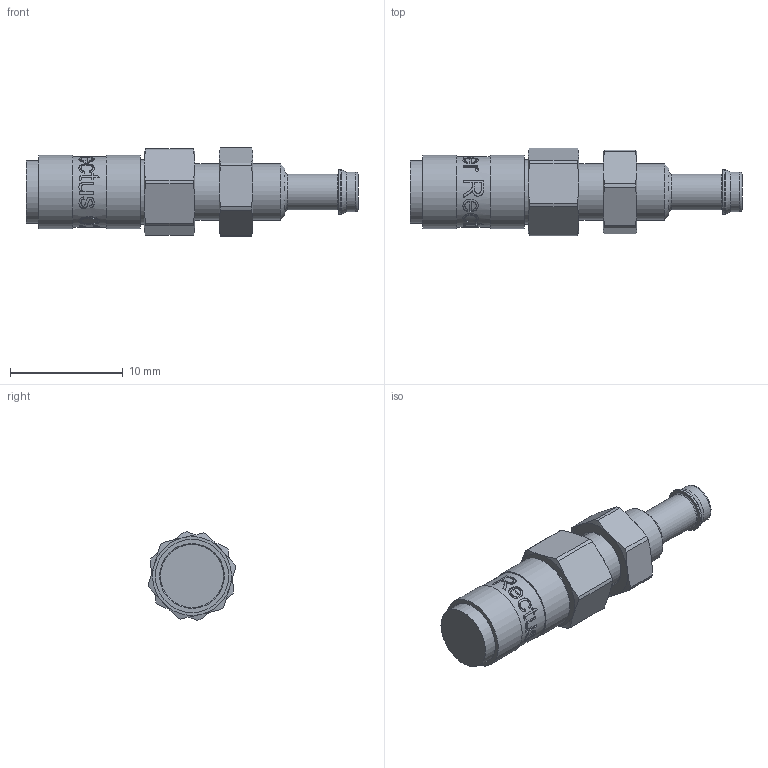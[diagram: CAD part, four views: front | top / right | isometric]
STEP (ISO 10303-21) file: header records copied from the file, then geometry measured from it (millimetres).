
FILE_DESCRIPTION((''),'2;1');
FILE_NAME('02kats03mpx.stp','2013-09-26T15:38:22',('IA176480'),(''),'Autodesk Inventor 2013','Autodesk Inventor 2013','');
FILE_SCHEMA(('AUTOMOTIVE_DESIGN { 1 0 10303 214 1 1 1 1 }'));
Length unit declared in the file: millimetre
Products named in the file (1): D107859
Bounding box: 29.5 x 7.76 x 7.86 mm (x, y, z)
Volume: 744 mm3; surface area: 1076.9 mm2
Topology: 2 solids, 4 shells, 304 faces, 776 edges, 507 vertices
Faces by surface type: bspline 110, plane 97, cylinder 54, cone 39, torus 4
Full cylindrical faces by diameter (mm): 3.2 x1, 3.5 x1, 3.95 x1, 4.035 x1, 4.25 x1, 4.4 x1, 4.5 x1, 5 x3, 5.15 x2, 5.6 x1, 5.7 x1, 5.75 x1, 5.8 x1, 6.3 x1, 6.5 x2
Entity records: 36971 total; most frequent: CARTESIAN_POINT 30478, ORIENTED_EDGE 1444, DIRECTION 909, EDGE_CURVE 722, VERTEX_POINT 492, EDGE_LOOP 376, AXIS2_PLACEMENT_3D 338, FACE_OUTER_BOUND 304
